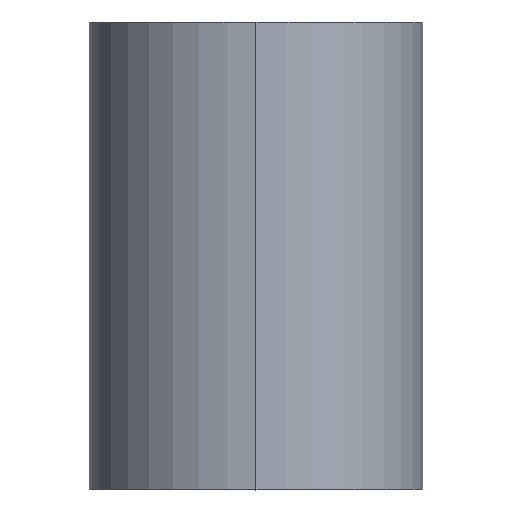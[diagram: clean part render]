
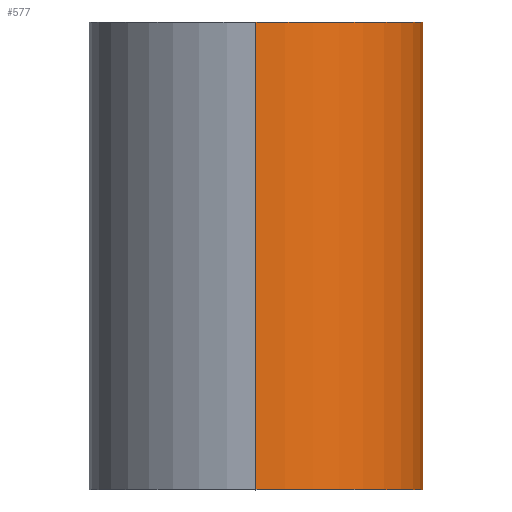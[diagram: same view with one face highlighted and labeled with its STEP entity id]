
A CAD part, top view. The second image highlights one B-rep face of the part: STEP entity #577.
In plain terms, the highlighted cylindrical face has radius 25 mm (diameter 50 mm), a partial arc.
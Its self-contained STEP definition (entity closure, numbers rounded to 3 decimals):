
#19=CARTESIAN_POINT('',(0.,70.,0.));
#20=DIRECTION('',(0.,-1.,0.));
#21=DIRECTION('',(-1.,0.,0.));
#22=AXIS2_PLACEMENT_3D('',#19,#20,#21);
#29=DIRECTION('',(0.,-1.,0.));
#30=VECTOR('',#29,70.);
#31=CARTESIAN_POINT('',(0.,70.,25.));
#32=LINE('',#31,#30);
#33=DIRECTION('',(0.,-1.,0.));
#34=VECTOR('',#33,70.);
#35=CARTESIAN_POINT('',(-25.,70.,0.));
#36=LINE('',#35,#34);
#37=CARTESIAN_POINT('',(0.,0.,0.));
#38=DIRECTION('',(0.,-1.,0.));
#39=DIRECTION('',(-1.,0.,0.));
#40=AXIS2_PLACEMENT_3D('',#37,#38,#39);
#405=CARTESIAN_POINT('',(0.,70.,25.));
#406=CARTESIAN_POINT('',(0.,0.,25.));
#407=VERTEX_POINT('',#405);
#408=VERTEX_POINT('',#406);
#417=CARTESIAN_POINT('',(-25.,70.,0.));
#418=CARTESIAN_POINT('',(-25.,0.,0.));
#419=VERTEX_POINT('',#417);
#420=VERTEX_POINT('',#418);
#563=CARTESIAN_POINT('',(0.,73.5,0.));
#564=DIRECTION('',(0.,-1.,0.));
#565=DIRECTION('',(-1.,0.,0.));
#566=AXIS2_PLACEMENT_3D('',#563,#564,#565);
#567=CYLINDRICAL_SURFACE('',#566,25.);
#569=ORIENTED_EDGE('',*,*,#568,.F.);
#570=ORIENTED_EDGE('',*,*,#552,.F.);
#572=ORIENTED_EDGE('',*,*,#571,.T.);
#574=ORIENTED_EDGE('',*,*,#573,.T.);
#575=EDGE_LOOP('',(#569,#570,#572,#574));
#576=FACE_OUTER_BOUND('',#575,.F.);
#577=ADVANCED_FACE('',(#576),#567,.T.);
#23=CIRCLE('',#22,25.);
#41=CIRCLE('',#40,25.);
#552=EDGE_CURVE('',#419,#407,#23,.T.);
#568=EDGE_CURVE('',#407,#408,#32,.T.);
#571=EDGE_CURVE('',#419,#420,#36,.T.);
#573=EDGE_CURVE('',#420,#408,#41,.T.);
